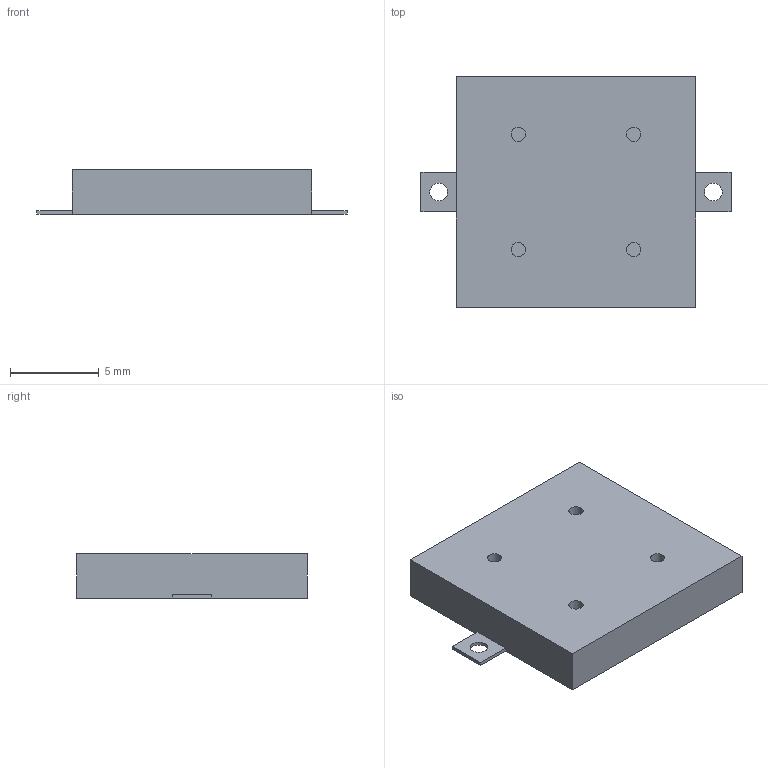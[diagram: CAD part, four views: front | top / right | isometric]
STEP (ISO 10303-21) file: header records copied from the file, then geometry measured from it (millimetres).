
FILE_DESCRIPTION(('FreeCAD Model'),'2;1');
FILE_NAME('Open CASCADE Shape Model','2025-02-13T12:47:03',(''),(''), 'Open CASCADE STEP processor 7.6','FreeCAD','Unknown');
FILE_SCHEMA(('AUTOMOTIVE_DESIGN { 1 0 10303 214 1 1 1 1 }'));
Length unit declared in the file: millimetre
Products named in the file (4): Unnamed; difference; difference001; difference002
Assembly tree (3 placements, depth 2):
  Unnamed
    difference
    difference001
    difference002
Bounding box: 17.5 x 13 x 2.5 mm (x, y, z)
Volume: 437.2 mm3; surface area: 518.1 mm2
Topology: 3 solids, 3 shells, 28 faces, 54 edges, 36 vertices
Faces by surface type: plane 22, cylinder 6
Full cylindrical faces by diameter (mm): 0.8 x4, 1 x2
Entity records: 1543 total; most frequent: CARTESIAN_POINT 278, DIRECTION 230, LINE 138, VECTOR 138, ORIENTED_EDGE 108, PCURVE 108, DEFINITIONAL_REPRESENTATION 108, EDGE_CURVE 54
